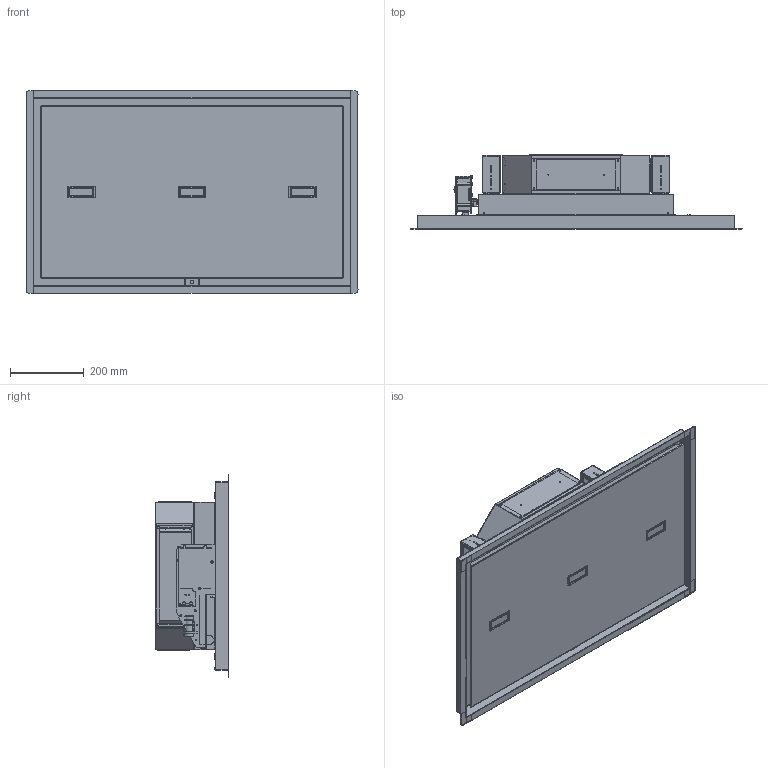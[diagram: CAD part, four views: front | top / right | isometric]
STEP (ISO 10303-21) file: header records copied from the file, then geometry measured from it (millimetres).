
FILE_DESCRIPTION (( 'STEP AP214' ), '1' );
FILE_NAME ('S971_MOTORE_INOX_13122017.STEP', '2020-01-15T13:45:44', ( 'sirius' ), ( '' ), 'SwSTEP 2.0', 'SolidWorks 2018', '' );
FILE_SCHEMA (( 'AUTOMOTIVE_DESIGN' ));
Length unit declared in the file: millimetre
Products named in the file (1): S971_MOTORE_INOX_13122017
Bounding box: 900 x 199.8 x 550 mm (x, y, z)
Surface area: 2957223.4 mm2 (no closed solid volume)
Topology: 0 solids, 95 shells, 1052 faces, 5466 edges, 4401 vertices
Faces by surface type: plane 477, cylinder 466, bspline 64, torus 21, cone 19, sphere 5
Entity records: 72926 total; most frequent: CARTESIAN_POINT 19265, DIRECTION 8701, ORIENTED_EDGE 7039, EDGE_CURVE 5459, VERTEX_POINT 4401, LINE 3081, VECTOR 3081, AXIS2_PLACEMENT_3D 2810
